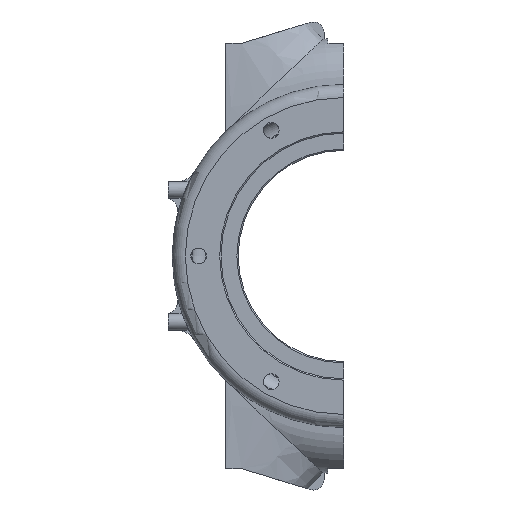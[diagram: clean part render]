
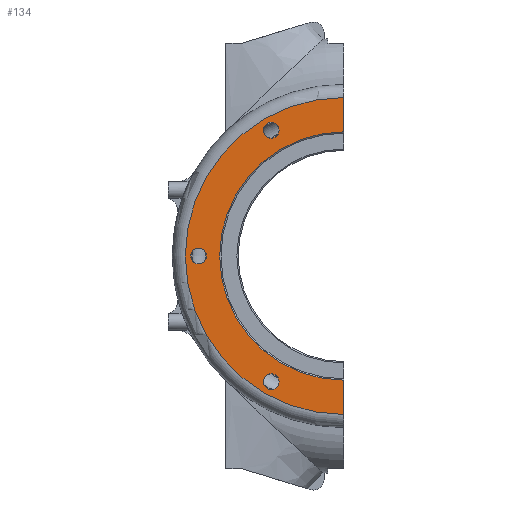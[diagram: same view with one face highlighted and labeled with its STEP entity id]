
A CAD part, left-side view. The second image highlights one B-rep face of the part: STEP entity #134.
In plain terms, the highlighted planar face has unit normal (-1, 0, 0).
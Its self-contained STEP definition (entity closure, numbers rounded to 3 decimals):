
#134=ADVANCED_FACE('',(#1077,#1079,#1081,#1083),#1085,.T.);
#1077=FACE_BOUND('',#1078,.T.);
#1078=EDGE_LOOP('',(#1877,#1878,#1879,#1880));
#1079=FACE_BOUND('',#1080,.T.);
#1080=EDGE_LOOP('',(#1881));
#1081=FACE_BOUND('',#1082,.T.);
#1082=EDGE_LOOP('',(#1882));
#1083=FACE_BOUND('',#1084,.T.);
#1084=EDGE_LOOP('',(#1883));
#1085=PLANE('',#1086);
#1086=AXIS2_PLACEMENT_3D('',#1087,#1088,#1089);
#1087=CARTESIAN_POINT('',(-82.5,0.,0.));
#1088=DIRECTION('',(-1.,0.,0.));
#1089=DIRECTION('',(0.,0.,1.));
#1877=ORIENTED_EDGE('',*,*,#2426,.T.);
#1878=ORIENTED_EDGE('',*,*,#2503,.T.);
#1879=ORIENTED_EDGE('',*,*,#2490,.F.);
#1880=ORIENTED_EDGE('',*,*,#2504,.F.);
#1881=ORIENTED_EDGE('',*,*,#2505,.T.);
#1882=ORIENTED_EDGE('',*,*,#2506,.T.);
#1883=ORIENTED_EDGE('',*,*,#2507,.T.);
#2426=EDGE_CURVE('',#2701,#2699,#2702,.T.);
#2490=EDGE_CURVE('',#2827,#2829,#2830,.T.);
#2503=EDGE_CURVE('',#2699,#2829,#2851,.T.);
#2504=EDGE_CURVE('',#2701,#2827,#2852,.T.);
#2505=EDGE_CURVE('',#2853,#2853,#2854,.F.);
#2506=EDGE_CURVE('',#2855,#2855,#2856,.F.);
#2507=EDGE_CURVE('',#2857,#2857,#2858,.F.);
#2699=VERTEX_POINT('',#3160);
#2701=VERTEX_POINT('',#3164);
#2702=LINE('',#3165,#3166);
#2827=VERTEX_POINT('',#3439);
#2829=VERTEX_POINT('',#3443);
#2830=LINE('',#3444,#3445);
#2851=CIRCLE('',#3634,120.);
#2852=CIRCLE('',#3638,94.);
#2853=VERTEX_POINT('',#3642);
#2854=CIRCLE('',#3643,6.);
#2855=VERTEX_POINT('',#3647);
#2856=CIRCLE('',#3648,6.);
#2857=VERTEX_POINT('',#3652);
#2858=CIRCLE('',#3653,6.);
#3160=CARTESIAN_POINT('',(-82.5,0.,120.));
#3164=CARTESIAN_POINT('',(-82.5,0.,94.));
#3165=CARTESIAN_POINT('',(-82.5,0.,94.));
#3166=VECTOR('',#3167,1.);
#3167=DIRECTION('',(0.,0.,1.));
#3439=CARTESIAN_POINT('',(-82.5,0.,-94.));
#3443=CARTESIAN_POINT('',(-82.5,0.,-120.));
#3444=CARTESIAN_POINT('',(-82.5,0.,-94.));
#3445=VECTOR('',#3446,1.);
#3446=DIRECTION('',(0.,0.,-1.));
#3634=AXIS2_PLACEMENT_3D('',#3635,#3636,#3637);
#3635=CARTESIAN_POINT('',(-82.5,0.,0.));
#3636=DIRECTION('',(-1.,0.,0.));
#3637=DIRECTION('',(0.,0.,1.));
#3638=AXIS2_PLACEMENT_3D('',#3639,#3640,#3641);
#3639=CARTESIAN_POINT('',(-82.5,0.,0.));
#3640=DIRECTION('',(-1.,0.,0.));
#3641=DIRECTION('',(0.,0.,1.));
#3642=CARTESIAN_POINT('',(-82.5,110.,6.));
#3643=AXIS2_PLACEMENT_3D('',#3644,#3645,#3646);
#3644=CARTESIAN_POINT('',(-82.5,110.,0.));
#3645=DIRECTION('',(-1.,0.,0.));
#3646=DIRECTION('',(0.,0.,1.));
#3647=CARTESIAN_POINT('',(-82.5,55.,101.263));
#3648=AXIS2_PLACEMENT_3D('',#3649,#3650,#3651);
#3649=CARTESIAN_POINT('',(-82.5,55.,95.263));
#3650=DIRECTION('',(-1.,0.,0.));
#3651=DIRECTION('',(0.,0.,1.));
#3652=CARTESIAN_POINT('',(-82.5,55.,-89.263));
#3653=AXIS2_PLACEMENT_3D('',#3654,#3655,#3656);
#3654=CARTESIAN_POINT('',(-82.5,55.,-95.263));
#3655=DIRECTION('',(-1.,0.,0.));
#3656=DIRECTION('',(0.,0.,1.));
